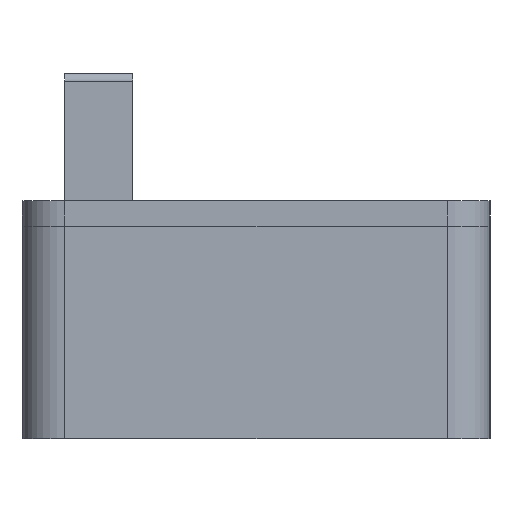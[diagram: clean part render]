
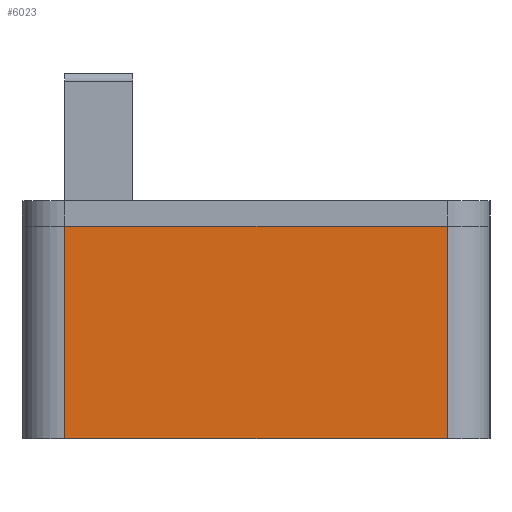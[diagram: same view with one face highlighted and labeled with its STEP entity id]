
A CAD part, left-side view. The second image highlights one B-rep face of the part: STEP entity #6023.
In plain terms, the highlighted planar face has unit normal (-1, 0, 0).
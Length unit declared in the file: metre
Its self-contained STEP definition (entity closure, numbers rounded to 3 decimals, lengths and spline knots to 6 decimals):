
#1635=ORIENTED_EDGE('',*,*,#2773,.T.);
#1636=ORIENTED_EDGE('',*,*,#2799,.F.);
#1637=ORIENTED_EDGE('',*,*,#2800,.F.);
#1638=ORIENTED_EDGE('',*,*,#2797,.T.);
#2773=EDGE_CURVE('',#3459,#3458,#4065,.T.);
#2797=EDGE_CURVE('',#3472,#3459,#4082,.T.);
#2799=EDGE_CURVE('',#3473,#3458,#4083,.T.);
#2800=EDGE_CURVE('',#3472,#3473,#4084,.T.);
#3458=VERTEX_POINT('',#9813);
#3459=VERTEX_POINT('',#9815);
#3472=VERTEX_POINT('',#9863);
#3473=VERTEX_POINT('',#9867);
#4065=LINE('',#9814,#4686);
#4082=LINE('',#9862,#4703);
#4083=LINE('',#9866,#4704);
#4084=LINE('',#9868,#4705);
#4686=VECTOR('',#7943,1.);
#4703=VECTOR('',#7996,1.);
#4704=VECTOR('',#8001,1.);
#4705=VECTOR('',#8002,1.);
#5111=EDGE_LOOP('',(#1635,#1636,#1637,#1638));
#5462=FACE_BOUND('',#5111,.T.);
#5736=PLANE('',#6589);
#6023=ADVANCED_FACE('',(#5462),#5736,.F.);
#6589=AXIS2_PLACEMENT_3D('',#9865,#7999,#8000);
#7943=DIRECTION('',(0.,-1.,0.));
#7996=DIRECTION('',(0.,0.,-1.));
#7999=DIRECTION('',(1.,0.,0.));
#8000=DIRECTION('',(0.,1.,0.));
#8001=DIRECTION('',(0.,0.,-1.));
#8002=DIRECTION('',(0.,-1.,0.));
#9813=CARTESIAN_POINT('',(-0.085,-0.0225,0.));
#9814=CARTESIAN_POINT('',(-0.085,0.,0.));
#9815=CARTESIAN_POINT('',(-0.085,0.0225,0.));
#9862=CARTESIAN_POINT('',(-0.085,0.0225,0.025));
#9863=CARTESIAN_POINT('',(-0.085,0.0225,0.025));
#9865=CARTESIAN_POINT('',(-0.085,0.,0.025));
#9866=CARTESIAN_POINT('',(-0.085,-0.0225,0.025));
#9867=CARTESIAN_POINT('',(-0.085,-0.0225,0.025));
#9868=CARTESIAN_POINT('',(-0.085,0.,0.025));
